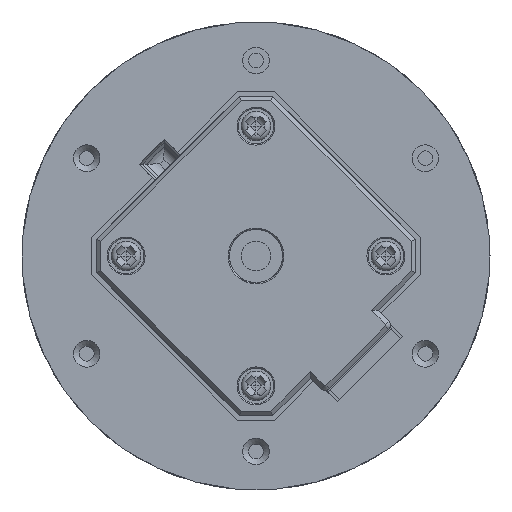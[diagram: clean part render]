
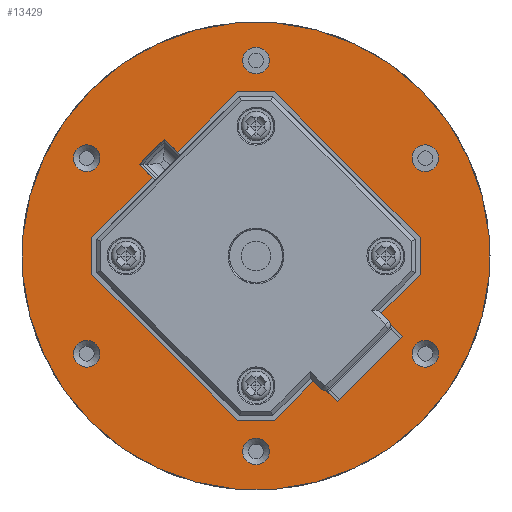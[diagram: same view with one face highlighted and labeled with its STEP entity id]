
A CAD part, front view. The second image highlights one B-rep face of the part: STEP entity #13429.
In plain terms, the highlighted face is planar.
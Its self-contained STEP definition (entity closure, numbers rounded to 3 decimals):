
#622=FACE_BOUND('',#2221,.T.);
#623=FACE_BOUND('',#2222,.T.);
#624=FACE_BOUND('',#2223,.T.);
#625=FACE_BOUND('',#2224,.T.);
#626=FACE_BOUND('',#2225,.T.);
#627=FACE_BOUND('',#2226,.T.);
#628=FACE_BOUND('',#2227,.T.);
#809=PLANE('',#14596);
#1295=FACE_OUTER_BOUND('',#2220,.T.);
#2220=EDGE_LOOP('',(#9887));
#2221=EDGE_LOOP('',(#9888,#9889,#9890,#9891,#9892,#9893,#9894,#9895,#9896,
#9897,#9898,#9899,#9900,#9901,#9902,#9903));
#2222=EDGE_LOOP('',(#9904));
#2223=EDGE_LOOP('',(#9905));
#2224=EDGE_LOOP('',(#9906));
#2225=EDGE_LOOP('',(#9907));
#2226=EDGE_LOOP('',(#9908));
#2227=EDGE_LOOP('',(#9909));
#3172=LINE('',#26813,#4155);
#3173=LINE('',#26815,#4156);
#3174=LINE('',#26817,#4157);
#3175=LINE('',#26819,#4158);
#3176=LINE('',#26821,#4159);
#3177=LINE('',#26823,#4160);
#3178=LINE('',#26825,#4161);
#3179=LINE('',#26829,#4162);
#3180=LINE('',#26831,#4163);
#3181=LINE('',#26833,#4164);
#3182=LINE('',#26835,#4165);
#3183=LINE('',#26837,#4166);
#3184=LINE('',#26839,#4167);
#3185=LINE('',#26840,#4168);
#4155=VECTOR('',#16862,10.);
#4156=VECTOR('',#16863,10.);
#4157=VECTOR('',#16864,10.);
#4158=VECTOR('',#16865,10.);
#4159=VECTOR('',#16866,10.);
#4160=VECTOR('',#16867,10.);
#4161=VECTOR('',#16868,10.);
#4162=VECTOR('',#16871,10.);
#4163=VECTOR('',#16872,10.);
#4164=VECTOR('',#16873,10.);
#4165=VECTOR('',#16874,10.);
#4166=VECTOR('',#16875,10.);
#4167=VECTOR('',#16876,10.);
#4168=VECTOR('',#16877,10.);
#5102=CIRCLE('',#14597,39.5);
#5103=CIRCLE('',#14598,25.);
#5104=CIRCLE('',#14599,25.);
#5105=CIRCLE('',#14600,2.25);
#5106=CIRCLE('',#14601,2.25);
#5107=CIRCLE('',#14602,2.25);
#5108=CIRCLE('',#14603,2.25);
#5109=CIRCLE('',#14604,2.25);
#5110=CIRCLE('',#14605,2.25);
#5941=VERTEX_POINT('',#26807);
#5942=VERTEX_POINT('',#26809);
#5943=VERTEX_POINT('',#26810);
#5944=VERTEX_POINT('',#26812);
#5945=VERTEX_POINT('',#26814);
#5946=VERTEX_POINT('',#26816);
#5947=VERTEX_POINT('',#26818);
#5948=VERTEX_POINT('',#26820);
#5949=VERTEX_POINT('',#26822);
#5950=VERTEX_POINT('',#26824);
#5951=VERTEX_POINT('',#26826);
#5952=VERTEX_POINT('',#26828);
#5953=VERTEX_POINT('',#26830);
#5954=VERTEX_POINT('',#26832);
#5955=VERTEX_POINT('',#26834);
#5956=VERTEX_POINT('',#26836);
#5957=VERTEX_POINT('',#26838);
#5958=VERTEX_POINT('',#26841);
#5959=VERTEX_POINT('',#26843);
#5960=VERTEX_POINT('',#26845);
#5961=VERTEX_POINT('',#26847);
#5962=VERTEX_POINT('',#26849);
#5963=VERTEX_POINT('',#26851);
#7398=EDGE_CURVE('',#5941,#5941,#5102,.T.);
#7399=EDGE_CURVE('',#5942,#5943,#5103,.T.);
#7400=EDGE_CURVE('',#5943,#5944,#3172,.T.);
#7401=EDGE_CURVE('',#5944,#5945,#3173,.T.);
#7402=EDGE_CURVE('',#5945,#5946,#3174,.T.);
#7403=EDGE_CURVE('',#5946,#5947,#3175,.T.);
#7404=EDGE_CURVE('',#5947,#5948,#3176,.T.);
#7405=EDGE_CURVE('',#5948,#5949,#3177,.T.);
#7406=EDGE_CURVE('',#5949,#5950,#3178,.T.);
#7407=EDGE_CURVE('',#5950,#5951,#5104,.T.);
#7408=EDGE_CURVE('',#5951,#5952,#3179,.T.);
#7409=EDGE_CURVE('',#5952,#5953,#3180,.T.);
#7410=EDGE_CURVE('',#5953,#5954,#3181,.T.);
#7411=EDGE_CURVE('',#5954,#5955,#3182,.T.);
#7412=EDGE_CURVE('',#5955,#5956,#3183,.T.);
#7413=EDGE_CURVE('',#5956,#5957,#3184,.T.);
#7414=EDGE_CURVE('',#5957,#5942,#3185,.T.);
#7415=EDGE_CURVE('',#5958,#5958,#5105,.T.);
#7416=EDGE_CURVE('',#5959,#5959,#5106,.T.);
#7417=EDGE_CURVE('',#5960,#5960,#5107,.T.);
#7418=EDGE_CURVE('',#5961,#5961,#5108,.T.);
#7419=EDGE_CURVE('',#5962,#5962,#5109,.T.);
#7420=EDGE_CURVE('',#5963,#5963,#5110,.T.);
#9887=ORIENTED_EDGE('',*,*,#7398,.T.);
#9888=ORIENTED_EDGE('',*,*,#7399,.T.);
#9889=ORIENTED_EDGE('',*,*,#7400,.T.);
#9890=ORIENTED_EDGE('',*,*,#7401,.T.);
#9891=ORIENTED_EDGE('',*,*,#7402,.T.);
#9892=ORIENTED_EDGE('',*,*,#7403,.T.);
#9893=ORIENTED_EDGE('',*,*,#7404,.T.);
#9894=ORIENTED_EDGE('',*,*,#7405,.T.);
#9895=ORIENTED_EDGE('',*,*,#7406,.T.);
#9896=ORIENTED_EDGE('',*,*,#7407,.T.);
#9897=ORIENTED_EDGE('',*,*,#7408,.T.);
#9898=ORIENTED_EDGE('',*,*,#7409,.T.);
#9899=ORIENTED_EDGE('',*,*,#7410,.T.);
#9900=ORIENTED_EDGE('',*,*,#7411,.T.);
#9901=ORIENTED_EDGE('',*,*,#7412,.T.);
#9902=ORIENTED_EDGE('',*,*,#7413,.T.);
#9903=ORIENTED_EDGE('',*,*,#7414,.T.);
#9904=ORIENTED_EDGE('',*,*,#7415,.T.);
#9905=ORIENTED_EDGE('',*,*,#7416,.T.);
#9906=ORIENTED_EDGE('',*,*,#7417,.T.);
#9907=ORIENTED_EDGE('',*,*,#7418,.T.);
#9908=ORIENTED_EDGE('',*,*,#7419,.T.);
#9909=ORIENTED_EDGE('',*,*,#7420,.T.);
#13429=ADVANCED_FACE('',(#1295,#622,#623,#624,#625,#626,#627,#628),#809,
 .T.);
#14596=AXIS2_PLACEMENT_3D('',#26806,#16856,#16857);
#14597=AXIS2_PLACEMENT_3D('',#26808,#16858,#16859);
#14598=AXIS2_PLACEMENT_3D('',#26811,#16860,#16861);
#14599=AXIS2_PLACEMENT_3D('',#26827,#16869,#16870);
#14600=AXIS2_PLACEMENT_3D('',#26842,#16878,#16879);
#14601=AXIS2_PLACEMENT_3D('',#26844,#16880,#16881);
#14602=AXIS2_PLACEMENT_3D('',#26846,#16882,#16883);
#14603=AXIS2_PLACEMENT_3D('',#26848,#16884,#16885);
#14604=AXIS2_PLACEMENT_3D('',#26850,#16886,#16887);
#14605=AXIS2_PLACEMENT_3D('',#26852,#16888,#16889);
#16856=DIRECTION('center_axis',(0.,0.,
1.));
#16857=DIRECTION('ref_axis',(1.,0.,0.));
#16858=DIRECTION('center_axis',(0.,0.,
1.));
#16859=DIRECTION('ref_axis',(1.,0.,0.));
#16860=DIRECTION('center_axis',(0.,0.,
-1.));
#16861=DIRECTION('ref_axis',(-0.993,0.12,0.));
#16862=DIRECTION('',(1.,0.,0.));
#16863=DIRECTION('',(0.,1.,0.));
#16864=DIRECTION('',(0.707,0.707,0.));
#16865=DIRECTION('',(1.,0.,0.));
#16866=DIRECTION('',(0.707,-0.707,0.));
#16867=DIRECTION('',(0.,-1.,0.));
#16868=DIRECTION('',(1.,0.,0.));
#16869=DIRECTION('center_axis',(0.,0.,
-1.));
#16870=DIRECTION('ref_axis',(0.993,-0.12,0.));
#16871=DIRECTION('',(-1.,0.,0.));
#16872=DIRECTION('',(0.,-1.,0.));
#16873=DIRECTION('',(-0.707,-0.707,0.));
#16874=DIRECTION('',(-1.,0.,0.));
#16875=DIRECTION('',(-0.707,0.707,0.));
#16876=DIRECTION('',(0.,1.,0.));
#16877=DIRECTION('',(-1.,0.,0.));
#16878=DIRECTION('center_axis',(0.,0.,
-1.));
#16879=DIRECTION('ref_axis',(1.,0.,0.));
#16880=DIRECTION('center_axis',(0.,0.,
-1.));
#16881=DIRECTION('ref_axis',(1.,0.,0.));
#16882=DIRECTION('center_axis',(0.,0.,
-1.));
#16883=DIRECTION('ref_axis',(1.,0.,0.));
#16884=DIRECTION('center_axis',(0.,0.,
-1.));
#16885=DIRECTION('ref_axis',(1.,0.,0.));
#16886=DIRECTION('center_axis',(0.,0.,
-1.));
#16887=DIRECTION('ref_axis',(1.,0.,0.));
#16888=DIRECTION('center_axis',(0.,0.,
-1.));
#16889=DIRECTION('ref_axis',(1.,0.,0.));
#26806=CARTESIAN_POINT('Origin',(0.,0.,
17.));
#26807=CARTESIAN_POINT('',(-39.5,0.,17.));
#26808=CARTESIAN_POINT('Origin',(0.,0.,
17.));
#26809=CARTESIAN_POINT('',(-24.819,-3.,17.));
#26810=CARTESIAN_POINT('',(-24.819,3.,17.));
#26811=CARTESIAN_POINT('Origin',(0.,0.,
17.));
#26812=CARTESIAN_POINT('',(-21.8,3.,17.));
#26813=CARTESIAN_POINT('',(-24.819,3.,17.));
#26814=CARTESIAN_POINT('',(-21.8,17.374,17.));
#26815=CARTESIAN_POINT('',(-21.8,-17.374,17.));
#26816=CARTESIAN_POINT('',(-17.374,21.8,17.));
#26817=CARTESIAN_POINT('',(-21.8,17.374,17.));
#26818=CARTESIAN_POINT('',(17.374,21.8,17.));
#26819=CARTESIAN_POINT('',(-17.374,21.8,17.));
#26820=CARTESIAN_POINT('',(21.8,17.374,17.));
#26821=CARTESIAN_POINT('',(17.374,21.8,17.));
#26822=CARTESIAN_POINT('',(21.8,3.,17.));
#26823=CARTESIAN_POINT('',(21.8,17.374,17.));
#26824=CARTESIAN_POINT('',(24.819,3.,17.));
#26825=CARTESIAN_POINT('',(13.856,3.,17.));
#26826=CARTESIAN_POINT('',(24.819,-3.,17.));
#26827=CARTESIAN_POINT('Origin',(0.,0.,
17.));
#26828=CARTESIAN_POINT('',(21.8,-3.,17.));
#26829=CARTESIAN_POINT('',(24.819,-3.,17.));
#26830=CARTESIAN_POINT('',(21.8,-17.374,17.));
#26831=CARTESIAN_POINT('',(21.8,17.374,17.));
#26832=CARTESIAN_POINT('',(17.374,-21.8,17.));
#26833=CARTESIAN_POINT('',(21.8,-17.374,17.));
#26834=CARTESIAN_POINT('',(-17.374,-21.8,17.));
#26835=CARTESIAN_POINT('',(17.374,-21.8,17.));
#26836=CARTESIAN_POINT('',(-21.8,-17.374,17.));
#26837=CARTESIAN_POINT('',(-17.374,-21.8,17.));
#26838=CARTESIAN_POINT('',(-21.8,-3.,17.));
#26839=CARTESIAN_POINT('',(-21.8,-17.374,17.));
#26840=CARTESIAN_POINT('',(-13.856,-3.,17.));
#26841=CARTESIAN_POINT('',(29.626,8.541,17.));
#26842=CARTESIAN_POINT('Origin',(31.876,8.541,17.));
#26843=CARTESIAN_POINT('',(6.291,31.876,17.));
#26844=CARTESIAN_POINT('Origin',(8.541,31.876,17.));
#26845=CARTESIAN_POINT('',(-25.585,23.335,17.));
#26846=CARTESIAN_POINT('Origin',(-23.335,23.335,17.));
#26847=CARTESIAN_POINT('',(21.085,-23.335,17.));
#26848=CARTESIAN_POINT('Origin',(23.335,-23.335,17.));
#26849=CARTESIAN_POINT('',(-34.126,-8.541,17.));
#26850=CARTESIAN_POINT('Origin',(-31.876,-8.541,17.));
#26851=CARTESIAN_POINT('',(-10.791,-31.876,17.));
#26852=CARTESIAN_POINT('Origin',(-8.541,-31.876,17.));
